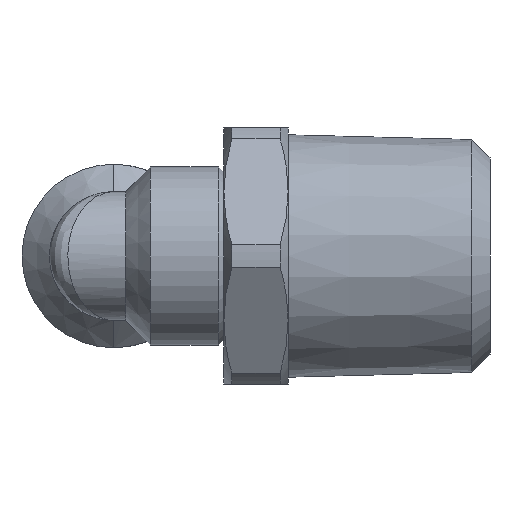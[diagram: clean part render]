
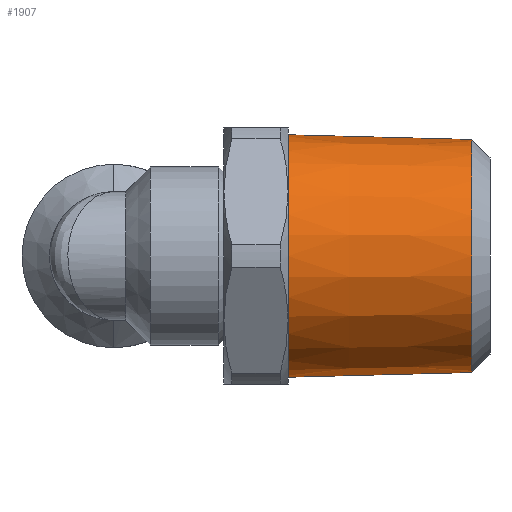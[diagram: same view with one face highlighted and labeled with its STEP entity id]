
A CAD part, left-side view. The second image highlights one B-rep face of the part: STEP entity #1907.
In plain terms, the highlighted conical face has half-angle 1.47 degrees and reference radius 6.604 mm.
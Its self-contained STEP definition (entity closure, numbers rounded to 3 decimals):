
#109 = EDGE_LOOP ( 'NONE', ( #187, #176, #115, #209 ) ) ;
#115 = ORIENTED_EDGE ( 'NONE', *, *, #2271, .T. ) ;
#176 = ORIENTED_EDGE ( 'NONE', *, *, #2268, .T. ) ;
#187 = ORIENTED_EDGE ( 'NONE', *, *, #2266, .F. ) ;
#209 = ORIENTED_EDGE ( 'NONE', *, *, #2270, .F. ) ;
#370 = LINE ( 'NONE', #1258, #835 ) ;
#421 = LINE ( 'NONE', #1800, #834 ) ;
#488 = VERTEX_POINT ( 'NONE', #2008 ) ;
#491 = VERTEX_POINT ( 'NONE', #1995 ) ;
#492 = VERTEX_POINT ( 'NONE', #2019 ) ;
#532 = VERTEX_POINT ( 'NONE', #1987 ) ;
#784 = AXIS2_PLACEMENT_3D ( 'NONE', #1550, #1551, #1552 ) ;
#821 = CONICAL_SURFACE ( 'NONE', #784, 6.604, 0.026 ) ;
#834 = VECTOR ( 'NONE', #1801, 1000. ) ;
#835 = VECTOR ( 'NONE', #1259, 1000. ) ;
#840 = CIRCLE ( 'NONE', #920, 6.604 ) ;
#841 = AXIS2_PLACEMENT_3D ( 'NONE', #1794, #1795, #1796 ) ;
#920 = AXIS2_PLACEMENT_3D ( 'NONE', #1260, #1261, #1262 ) ;
#1016 = CIRCLE ( 'NONE', #841, 6.348 ) ;
#1258 = CARTESIAN_POINT ( 'NONE',  ( 0., -9.5, -6.604 ) ) ;
#1259 = DIRECTION ( 'NONE',  ( 0., 1., -0.026 ) ) ;
#1260 = CARTESIAN_POINT ( 'NONE',  ( 0., -9.5, 0. ) ) ;
#1261 = DIRECTION ( 'NONE',  ( 0., -1., 0. ) ) ;
#1262 = DIRECTION ( 'NONE',  ( 0., 0., 1. ) ) ;
#1550 = CARTESIAN_POINT ( 'NONE',  ( 0., -9.5, 0. ) ) ;
#1551 = DIRECTION ( 'NONE',  ( 0., 1., 0. ) ) ;
#1552 = DIRECTION ( 'NONE',  ( 0., 0., -1. ) ) ;
#1794 = CARTESIAN_POINT ( 'NONE',  ( 0., -19.5, 0. ) ) ;
#1795 = DIRECTION ( 'NONE',  ( 0., -1., 0. ) ) ;
#1796 = DIRECTION ( 'NONE',  ( 0., 0., 1. ) ) ;
#1800 = CARTESIAN_POINT ( 'NONE',  ( 0., -9.5, 6.604 ) ) ;
#1801 = DIRECTION ( 'NONE',  ( 0., 1., 0.026 ) ) ;
#1907 = ADVANCED_FACE ( 'NONE', ( #2519 ), #821, .T. ) ;
#1987 = CARTESIAN_POINT ( 'NONE',  ( 0., -19.5, -6.348 ) ) ;
#1995 = CARTESIAN_POINT ( 'NONE',  ( 0., -9.5, -6.604 ) ) ;
#2008 = CARTESIAN_POINT ( 'NONE',  ( 0., -19.5, 6.348 ) ) ;
#2019 = CARTESIAN_POINT ( 'NONE',  ( 0., -9.5, 6.604 ) ) ;
#2266 = EDGE_CURVE ( 'NONE', #488, #532, #1016, .T. ) ;
#2268 = EDGE_CURVE ( 'NONE', #488, #492, #421, .T. ) ;
#2270 = EDGE_CURVE ( 'NONE', #532, #491, #370, .T. ) ;
#2271 = EDGE_CURVE ( 'NONE', #492, #491, #840, .T. ) ;
#2519 = FACE_OUTER_BOUND ( 'NONE', #109, .T. ) ;
